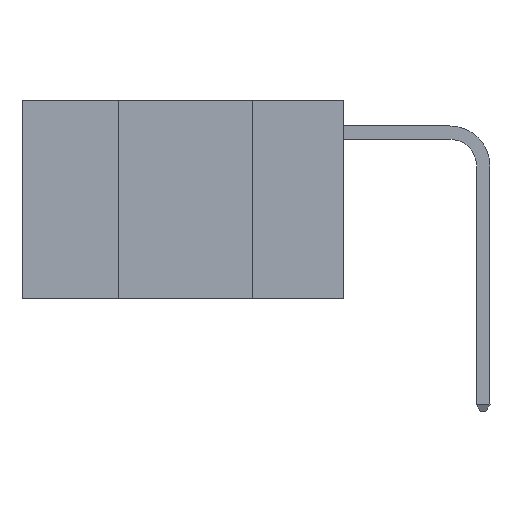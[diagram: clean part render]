
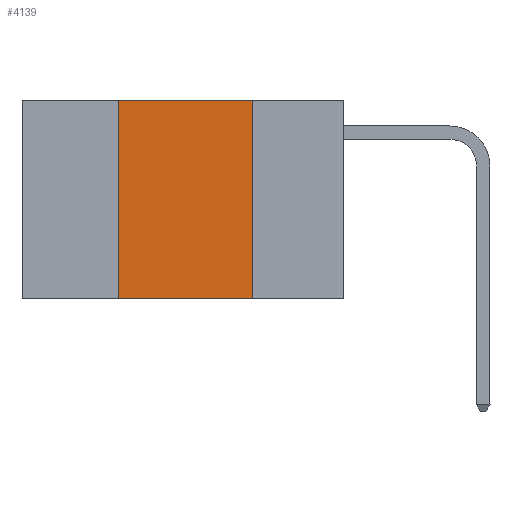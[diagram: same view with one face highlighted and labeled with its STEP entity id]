
A CAD part, left-side view. The second image highlights one B-rep face of the part: STEP entity #4139.
In plain terms, the highlighted planar face has unit normal (-1, 0, 0).
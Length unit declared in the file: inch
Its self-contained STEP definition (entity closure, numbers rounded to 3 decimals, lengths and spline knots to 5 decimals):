
#37 = DIRECTION ( 'NONE',  ( 0., -1., 0. ) ) ;
#215 = CARTESIAN_POINT ( 'NONE',  ( 0., 0.17, -0.37 ) ) ;
#295 = VECTOR ( 'NONE', #18584, 39.37008 ) ;
#763 = CARTESIAN_POINT ( 'NONE',  ( 0., 0.6, -0.37 ) ) ;
#3529 = EDGE_CURVE ( 'NONE', #7417, #14548, #19563, .T. ) ;
#3706 = ORIENTED_EDGE ( 'NONE', *, *, #9587, .F. ) ;
#4025 = ORIENTED_EDGE ( 'NONE', *, *, #5123, .F. ) ;
#4139 = ADVANCED_FACE ( 'NONE', ( #14772 ), #13067, .F. ) ;
#5123 = EDGE_CURVE ( 'NONE', #12025, #6447, #20943, .T. ) ;
#5152 = EDGE_CURVE ( 'NONE', #6447, #14548, #9813, .T. ) ;
#6030 = CARTESIAN_POINT ( 'NONE',  ( 0., 0.42, 0. ) ) ;
#6447 = VERTEX_POINT ( 'NONE', #9607 ) ;
#7263 = ORIENTED_EDGE ( 'NONE', *, *, #5152, .F. ) ;
#7417 = VERTEX_POINT ( 'NONE', #23815 ) ;
#7487 = DIRECTION ( 'NONE',  ( 1., 0., 0. ) ) ;
#9022 = ORIENTED_EDGE ( 'NONE', *, *, #3529, .T. ) ;
#9587 = EDGE_CURVE ( 'NONE', #7417, #12025, #15250, .T. ) ;
#9607 = CARTESIAN_POINT ( 'NONE',  ( 0., 0.17, 0. ) ) ;
#9813 = LINE ( 'NONE', #24151, #19179 ) ;
#12025 = VERTEX_POINT ( 'NONE', #6030 ) ;
#13067 = PLANE ( 'NONE',  #18191 ) ;
#13826 = DIRECTION ( 'NONE',  ( 0., 0., 1. ) ) ;
#13960 = VECTOR ( 'NONE', #37, 39.37008 ) ;
#14088 = EDGE_LOOP ( 'NONE', ( #7263, #4025, #3706, #9022 ) ) ;
#14548 = VERTEX_POINT ( 'NONE', #215 ) ;
#14716 = CARTESIAN_POINT ( 'NONE',  ( 0., 0.6, 0. ) ) ;
#14772 = FACE_OUTER_BOUND ( 'NONE', #14088, .T. ) ;
#15250 = LINE ( 'NONE', #15719, #16443 ) ;
#15719 = CARTESIAN_POINT ( 'NONE',  ( 0., 0.42, 0. ) ) ;
#16443 = VECTOR ( 'NONE', #13826, 39.37008 ) ;
#18191 = AXIS2_PLACEMENT_3D ( 'NONE', #18722, #7487, #20589 ) ;
#18584 = DIRECTION ( 'NONE',  ( 0., -1., 0. ) ) ;
#18662 = DIRECTION ( 'NONE',  ( 0., 0., -1. ) ) ;
#18722 = CARTESIAN_POINT ( 'NONE',  ( 0., 0.6, 0. ) ) ;
#19179 = VECTOR ( 'NONE', #18662, 39.37008 ) ;
#19563 = LINE ( 'NONE', #763, #13960 ) ;
#20589 = DIRECTION ( 'NONE',  ( 0., 0., -1. ) ) ;
#20943 = LINE ( 'NONE', #14716, #295 ) ;
#23815 = CARTESIAN_POINT ( 'NONE',  ( 0., 0.42, -0.37 ) ) ;
#24151 = CARTESIAN_POINT ( 'NONE',  ( 0., 0.17, 0. ) ) ;
